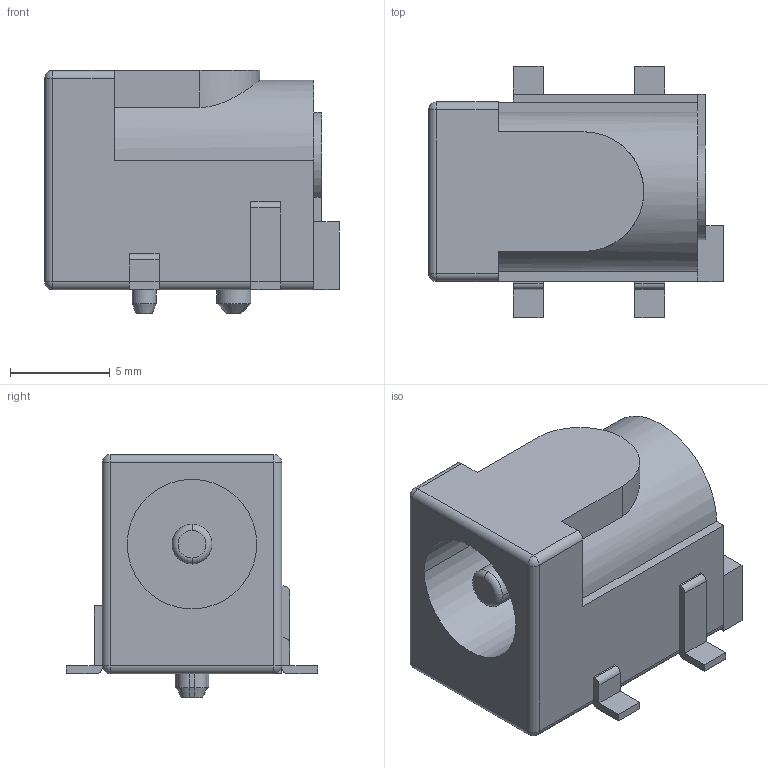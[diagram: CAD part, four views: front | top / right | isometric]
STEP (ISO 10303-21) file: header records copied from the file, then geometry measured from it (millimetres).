
FILE_DESCRIPTION((''),'2;1');
FILE_NAME('LUMBERG_161314.stp','2011-03-02T13:38:30',(''),(''),'Mechanical Desktop 2011','Mechanical Desktop 2011',', , ');
FILE_SCHEMA(('AUTOMOTIVE_DESIGN { 1 2 10303 214 1 1 1 1 }'));
Length unit declared in the file: millimetre
Products named in the file (1): Product
Bounding box: 14.8 x 12.6 x 12.2 mm (x, y, z)
Volume: 1006.5 mm3; surface area: 1227.4 mm2
Topology: 13 solids, 13 shells, 113 faces, 245 edges, 155 vertices
Faces by surface type: plane 60, cylinder 23, bspline 20, cone 4, sphere 4, torus 2
Entity records: 3117 total; most frequent: CARTESIAN_POINT 631, DIRECTION 489, ORIENTED_EDGE 482, EDGE_CURVE 241, VECTOR 179, LINE 179, AXIS2_PLACEMENT_3D 155, VERTEX_POINT 155
